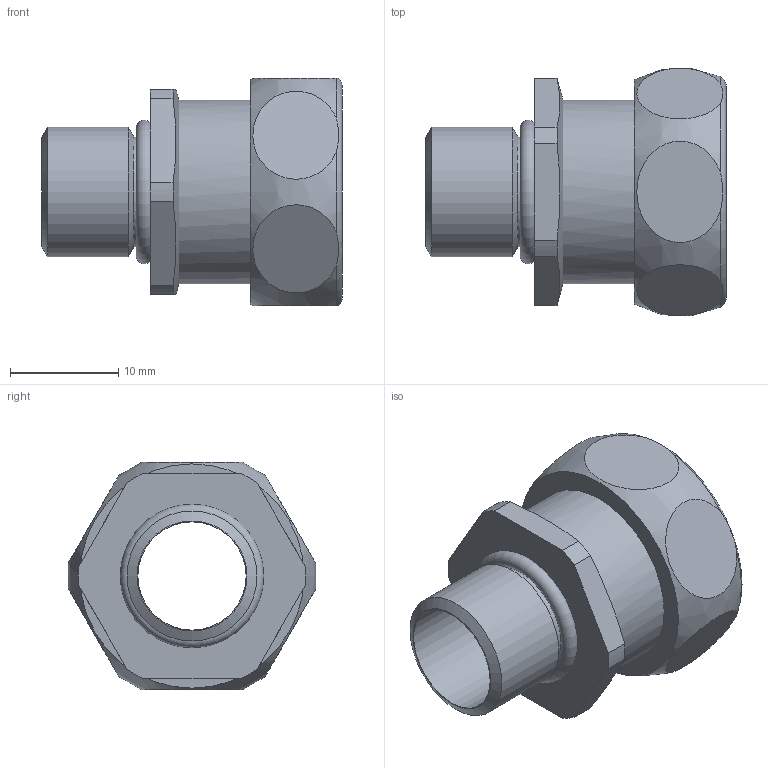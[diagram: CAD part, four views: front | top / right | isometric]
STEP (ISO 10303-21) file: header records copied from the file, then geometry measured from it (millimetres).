
FILE_DESCRIPTION( ( 'STEP AP203' ), '1' );
FILE_NAME( 'FLEXA RGE-M 5126.013.012.stp', '2020-03-24T13:04:51', ( 'License CC BY-ND 4.0' ), ( 'CADENAS' ), ' ', 'PARTsolutions', ' ' );
FILE_SCHEMA( ( 'CONFIG_CONTROL_DESIGN' ) );
Length unit declared in the file: millimetre
Products named in the file (1): _FLEXA RGE-M 5126.013.012
Bounding box: 27.75 x 22.87 x 21 mm (x, y, z)
Volume: 4322.8 mm3; surface area: 3157.7 mm2
Topology: 1 solids, 1 shells, 35 faces, 85 edges, 56 vertices
Faces by surface type: plane 18, cylinder 11, cone 3, torus 2, bspline 1
Full cylindrical faces by diameter (mm): 10 x1, 10.16 x1, 12 x1, 13 x1, 17 x1
Entity records: 1457 total; most frequent: CARTESIAN_POINT 666, DIRECTION 154, ORIENTED_EDGE 138, EDGE_CURVE 69, AXIS2_PLACEMENT_3D 68, EDGE_LOOP 52, VERTEX_POINT 52, FACE_OUTER_BOUND 43
